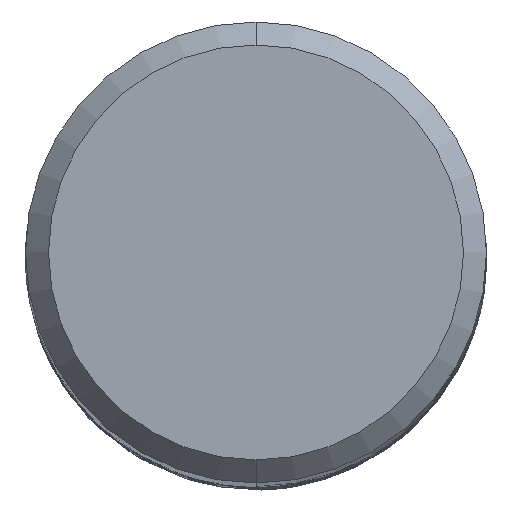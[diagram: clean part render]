
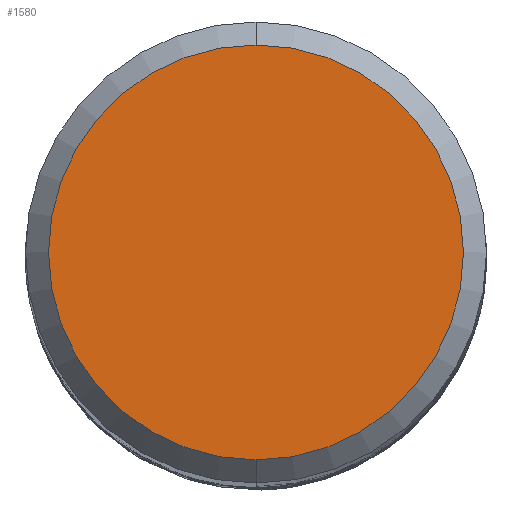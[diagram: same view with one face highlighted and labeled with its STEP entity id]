
A CAD part, top view. The second image highlights one B-rep face of the part: STEP entity #1580.
In plain terms, the highlighted planar face has unit normal (0, 0, 1).
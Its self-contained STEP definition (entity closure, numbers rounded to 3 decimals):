
#626=VERTEX_POINT('',#1724);
#756=EDGE_CURVE('',#626,#1490,#1866,.T.);
#1490=VERTEX_POINT('',#2660);
#1514=EDGE_CURVE('',#1490,#626,#2685,.T.);
#1580=ADVANCED_FACE('',(#2757),#2758,.T.);
#1724=CARTESIAN_POINT('',(0.,-4.5,0.0));
#1866=CIRCLE('',#5040,4.5);
#2660=CARTESIAN_POINT('',(0.0,4.5,0.0));
#2685=CIRCLE('',#14965,4.5);
#2757=FACE_OUTER_BOUND('',#15429,.T.);
#2758=PLANE('',#15430);
#5040=AXIS2_PLACEMENT_3D('',#16423,#16424,#16425);
#14965=AXIS2_PLACEMENT_3D('',#17258,#17259,#17260);
#15429=EDGE_LOOP('',(#17373,#17374));
#15430=AXIS2_PLACEMENT_3D('',#17375,#17376,#17377);
#16423=CARTESIAN_POINT('',(0.0,0.0,0.0));
#16424=DIRECTION('',(0.0,0.0,-1.0));
#16425=DIRECTION('',(0.0,1.0,0.0));
#17258=CARTESIAN_POINT('',(0.0,0.0,0.0));
#17259=DIRECTION('',(0.0,0.0,-1.0));
#17260=DIRECTION('',(0.0,1.0,0.0));
#17373=ORIENTED_EDGE('',*,*,#1514,.F.);
#17374=ORIENTED_EDGE('',*,*,#756,.F.);
#17375=CARTESIAN_POINT('',(0.0,2.25,0.0));
#17376=DIRECTION('',(-0.0,0.0,1.0));
#17377=DIRECTION('',(0.0,-1.0,0.0));
